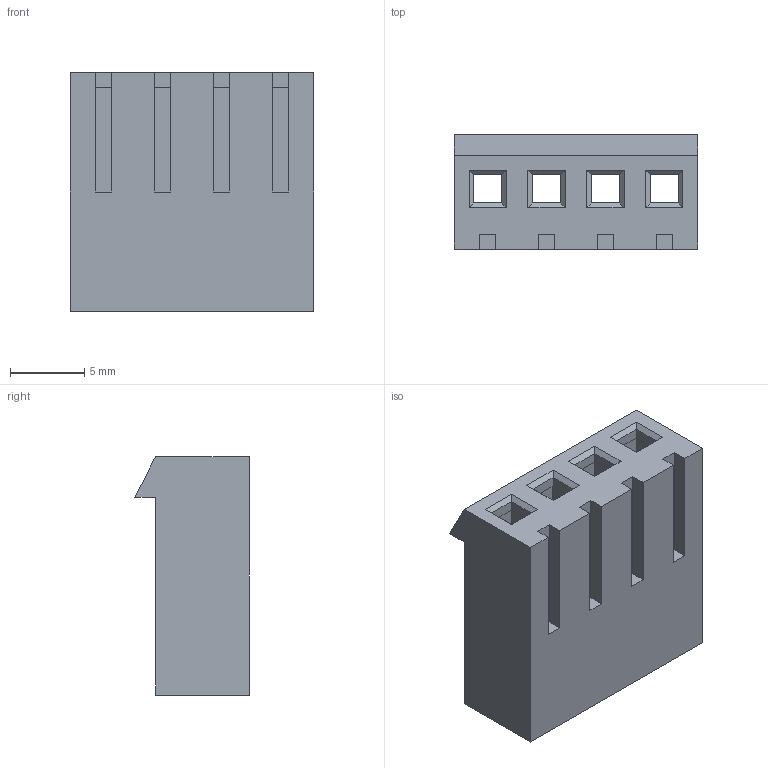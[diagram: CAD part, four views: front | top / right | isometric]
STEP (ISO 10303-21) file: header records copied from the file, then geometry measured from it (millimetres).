
FILE_DESCRIPTION( ( 'Unknown' ), '1' );
FILE_NAME( '645004113322.stp', 'Unknown', ( 'Unknown' ), ( 'Unknown' ), 'PSStep 18.0.17', 'Unknown', ' ' );
FILE_SCHEMA( ( 'AUTOMOTIVE_DESIGN { 1 0 10303 214 1 1 1 1 }' ) );
Length unit declared in the file: millimetre
Products named in the file (2): Assem1; 645004113322
Assembly tree (1 placements, depth 2):
  Assem1
    645004113322
Bounding box: 16.35 x 7.7 x 16 mm (x, y, z)
Volume: 1006.7 mm3; surface area: 1837.3 mm2
Topology: 1 solids, 1 shells, 124 faces, 354 edges, 228 vertices
Faces by surface type: plane 124
Entity records: 4988 total; most frequent: CARTESIAN_POINT 708, ORIENTED_EDGE 708, DIRECTION 606, EDGE_CURVE 354, LINE 354, VECTOR 354, VERTEX_POINT 228, EDGE_LOOP 136
